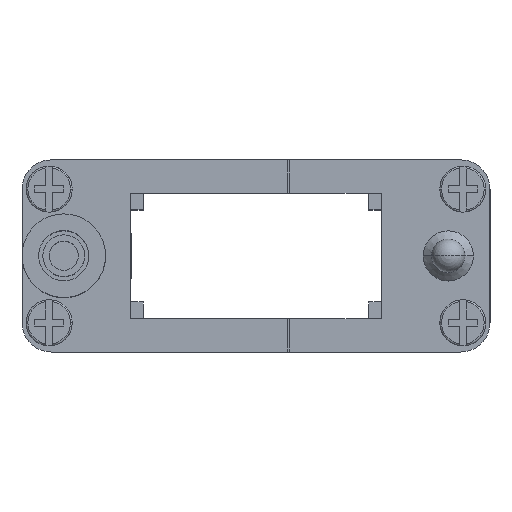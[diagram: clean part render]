
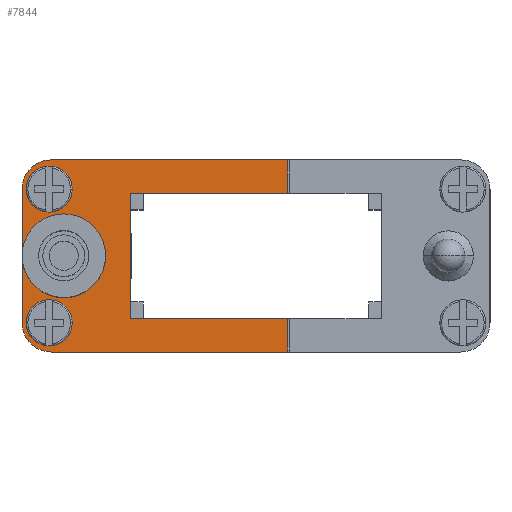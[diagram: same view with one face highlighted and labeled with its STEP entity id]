
A CAD part, top view. The second image highlights one B-rep face of the part: STEP entity #7844.
In plain terms, the highlighted planar face has unit normal (0, 0, 1).
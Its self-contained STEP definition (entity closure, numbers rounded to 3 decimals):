
#4280=CARTESIAN_POINT('',(-24.75,-5.35,15.));
#4281=VERTEX_POINT('',#4280);
#4297=CARTESIAN_POINT('',(-24.75,-10.65,15.));
#4298=VERTEX_POINT('',#4297);
#4305=CARTESIAN_POINT('',(-24.75,-8.,15.));
#4306=DIRECTION('',(0.0,0.0,-1.0));
#4307=DIRECTION('',(0.0,1.0,0.0));
#4308=AXIS2_PLACEMENT_3D('',#4305,#4306,#4307);
#4309=CIRCLE('',#4308,2.65);
#4310=EDGE_CURVE('',#4281,#4298,#4309,.T.);
#4766=CARTESIAN_POINT('',(-24.75,5.35,15.));
#4767=VERTEX_POINT('',#4766);
#4783=CARTESIAN_POINT('',(-24.75,10.65,15.));
#4784=VERTEX_POINT('',#4783);
#4791=CARTESIAN_POINT('',(-24.75,8.,15.));
#4792=DIRECTION('',(0.0,0.0,-1.0));
#4793=DIRECTION('',(0.0,-1.0,0.0));
#4794=AXIS2_PLACEMENT_3D('',#4791,#4792,#4793);
#4795=CIRCLE('',#4794,2.65);
#4796=EDGE_CURVE('',#4767,#4784,#4795,.T.);
#5233=CARTESIAN_POINT('',(-18.,0.,15.0));
#5234=VERTEX_POINT('',#5233);
#5243=CARTESIAN_POINT('',(-28.0,0.0,15.));
#5244=VERTEX_POINT('',#5243);
#5245=CARTESIAN_POINT('',(-23.,0.0,15.0));
#5246=DIRECTION('',(0.0,0.0,-1.0));
#5247=DIRECTION('',(1.0,0.0,0.0));
#5248=AXIS2_PLACEMENT_3D('',#5245,#5246,#5247);
#5249=CIRCLE('',#5248,5.0);
#5250=EDGE_CURVE('',#5244,#5234,#5249,.T.);
#5753=CARTESIAN_POINT('',(-15.0,7.5,15.0));
#5754=VERTEX_POINT('',#5753);
#5761=CARTESIAN_POINT('',(-15.0,-7.5,15.0));
#5762=VERTEX_POINT('',#5761);
#5763=CARTESIAN_POINT('',(-15.0,-7.5,15.0));
#5764=DIRECTION('',(0.0,1.0,0.0));
#5765=VECTOR('',#5764,15.0);
#5766=LINE('',#5763,#5765);
#5767=EDGE_CURVE('',#5762,#5754,#5766,.T.);
#5878=CARTESIAN_POINT('',(3.8,-7.5,15.0));
#5879=VERTEX_POINT('',#5878);
#5880=CARTESIAN_POINT('',(3.8,-7.5,15.0));
#5881=DIRECTION('',(-1.0,0.0,0.0));
#5882=VECTOR('',#5881,18.8);
#5883=LINE('',#5880,#5882);
#5884=EDGE_CURVE('',#5879,#5762,#5883,.T.);
#7425=CARTESIAN_POINT('',(3.8,7.5,15.0));
#7426=VERTEX_POINT('',#7425);
#7441=CARTESIAN_POINT('',(3.8,11.5,15.0));
#7442=VERTEX_POINT('',#7441);
#7449=CARTESIAN_POINT('',(3.8,7.5,15.0));
#7450=DIRECTION('',(0.0,1.0,0.0));
#7451=VECTOR('',#7450,4.);
#7452=LINE('',#7449,#7451);
#7453=EDGE_CURVE('',#7426,#7442,#7452,.T.);
#7465=CARTESIAN_POINT('',(3.8,-11.5,15.0));
#7466=VERTEX_POINT('',#7465);
#7480=CARTESIAN_POINT('',(3.8,-11.5,15.0));
#7481=DIRECTION('',(0.0,1.0,0.0));
#7482=VECTOR('',#7481,4.);
#7483=LINE('',#7480,#7482);
#7484=EDGE_CURVE('',#7466,#5879,#7483,.T.);
#7743=CARTESIAN_POINT('',(-24.5,11.5,15.0));
#7744=VERTEX_POINT('',#7743);
#7751=CARTESIAN_POINT('',(-24.5,11.5,15.0));
#7752=DIRECTION('',(1.0,0.0,0.0));
#7753=VECTOR('',#7752,28.3);
#7754=LINE('',#7751,#7753);
#7755=EDGE_CURVE('',#7744,#7442,#7754,.T.);
#7760=CARTESIAN_POINT('',(0.0,0.,15.0));
#7761=DIRECTION('',(0.0,0.0,1.0));
#7762=DIRECTION('',(1.0,0.0,0.0));
#7763=AXIS2_PLACEMENT_3D('',#7760,#7761,#7762);
#7764=PLANE('',#7763);
#7765=ORIENTED_EDGE('',*,*,#7484,.T.);
#7766=ORIENTED_EDGE('',*,*,#5884,.T.);
#7767=ORIENTED_EDGE('',*,*,#5767,.T.);
#7768=CARTESIAN_POINT('',(-15.0,7.5,15.0));
#7769=DIRECTION('',(1.0,0.0,0.0));
#7770=VECTOR('',#7769,18.8);
#7771=LINE('',#7768,#7770);
#7772=EDGE_CURVE('',#5754,#7426,#7771,.T.);
#7773=ORIENTED_EDGE('',*,*,#7772,.T.);
#7774=ORIENTED_EDGE('',*,*,#7453,.T.);
#7775=ORIENTED_EDGE('',*,*,#7755,.F.);
#7776=CARTESIAN_POINT('',(-28.0,8.,15.0));
#7777=VERTEX_POINT('',#7776);
#7778=CARTESIAN_POINT('',(-24.5,8.0,15.0));
#7779=DIRECTION('',(0.0,0.0,-1.0));
#7780=DIRECTION('',(0.0,1.0,0.0));
#7781=AXIS2_PLACEMENT_3D('',#7778,#7779,#7780);
#7782=CIRCLE('',#7781,3.5);
#7783=EDGE_CURVE('',#7777,#7744,#7782,.T.);
#7784=ORIENTED_EDGE('',*,*,#7783,.F.);
#7785=CARTESIAN_POINT('',(-28.0,0.0,15.));
#7786=DIRECTION('',(0.0,1.0,0.0));
#7787=VECTOR('',#7786,8.);
#7788=LINE('',#7785,#7787);
#7789=EDGE_CURVE('',#5244,#7777,#7788,.T.);
#7790=ORIENTED_EDGE('',*,*,#7789,.F.);
#7791=ORIENTED_EDGE('',*,*,#5250,.T.);
#7792=CARTESIAN_POINT('',(-23.,0.0,15.0));
#7793=DIRECTION('',(0.0,0.0,-1.0));
#7794=DIRECTION('',(1.0,0.0,0.0));
#7795=AXIS2_PLACEMENT_3D('',#7792,#7793,#7794);
#7796=CIRCLE('',#7795,5.0);
#7797=EDGE_CURVE('',#5234,#5244,#7796,.T.);
#7798=ORIENTED_EDGE('',*,*,#7797,.T.);
#7799=CARTESIAN_POINT('',(-28.0,-8.,15.0));
#7800=VERTEX_POINT('',#7799);
#7801=CARTESIAN_POINT('',(-28.0,-8.,15.0));
#7802=DIRECTION('',(0.0,1.0,0.0));
#7803=VECTOR('',#7802,8.);
#7804=LINE('',#7801,#7803);
#7805=EDGE_CURVE('',#7800,#5244,#7804,.T.);
#7806=ORIENTED_EDGE('',*,*,#7805,.F.);
#7807=CARTESIAN_POINT('',(-24.5,-11.5,15.0));
#7808=VERTEX_POINT('',#7807);
#7809=CARTESIAN_POINT('',(-24.5,-8.0,15.0));
#7810=DIRECTION('',(0.0,0.0,-1.0));
#7811=DIRECTION('',(-1.0,0.0,0.0));
#7812=AXIS2_PLACEMENT_3D('',#7809,#7810,#7811);
#7813=CIRCLE('',#7812,3.5);
#7814=EDGE_CURVE('',#7808,#7800,#7813,.T.);
#7815=ORIENTED_EDGE('',*,*,#7814,.F.);
#7816=CARTESIAN_POINT('',(3.8,-11.5,15.0));
#7817=DIRECTION('',(-1.0,0.0,0.0));
#7818=VECTOR('',#7817,28.3);
#7819=LINE('',#7816,#7818);
#7820=EDGE_CURVE('',#7466,#7808,#7819,.T.);
#7821=ORIENTED_EDGE('',*,*,#7820,.F.);
#7822=EDGE_LOOP('',(#7765,#7766,#7767,#7773,#7774,#7775,#7784,#7790,#7791,#7798,#7806,#7815,#7821));
#7823=FACE_OUTER_BOUND('',#7822,.T.);
#7824=ORIENTED_EDGE('',*,*,#4796,.T.);
#7825=CARTESIAN_POINT('',(-24.75,8.,15.));
#7826=DIRECTION('',(0.0,0.0,-1.0));
#7827=DIRECTION('',(0.0,-1.0,0.0));
#7828=AXIS2_PLACEMENT_3D('',#7825,#7826,#7827);
#7829=CIRCLE('',#7828,2.65);
#7830=EDGE_CURVE('',#4784,#4767,#7829,.T.);
#7831=ORIENTED_EDGE('',*,*,#7830,.T.);
#7832=EDGE_LOOP('',(#7824,#7831));
#7833=FACE_BOUND('',#7832,.T.);
#7834=ORIENTED_EDGE('',*,*,#4310,.T.);
#7835=CARTESIAN_POINT('',(-24.75,-8.,15.));
#7836=DIRECTION('',(0.0,0.0,-1.0));
#7837=DIRECTION('',(0.0,1.0,0.0));
#7838=AXIS2_PLACEMENT_3D('',#7835,#7836,#7837);
#7839=CIRCLE('',#7838,2.65);
#7840=EDGE_CURVE('',#4298,#4281,#7839,.T.);
#7841=ORIENTED_EDGE('',*,*,#7840,.T.);
#7842=EDGE_LOOP('',(#7834,#7841));
#7843=FACE_BOUND('',#7842,.T.);
#7844=ADVANCED_FACE('',(#7823,#7833,#7843),#7764,.T.);
